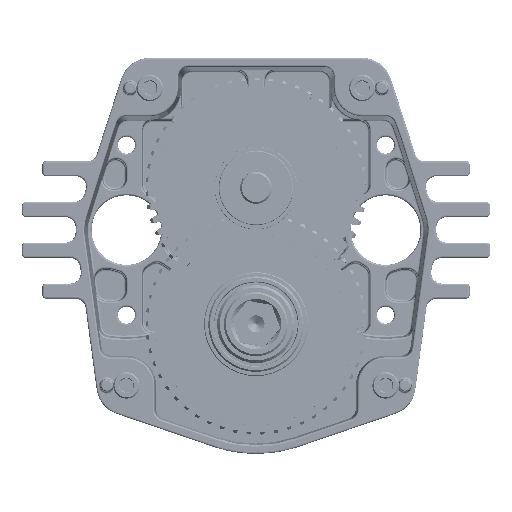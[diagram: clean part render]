
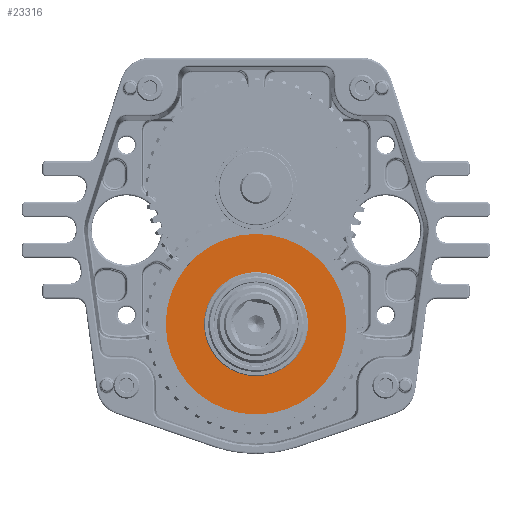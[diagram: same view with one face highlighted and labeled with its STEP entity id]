
A CAD part, top view. The second image highlights one B-rep face of the part: STEP entity #23316.
In plain terms, the highlighted face is planar.
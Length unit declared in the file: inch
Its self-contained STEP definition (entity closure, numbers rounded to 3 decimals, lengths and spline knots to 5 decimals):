
#181 = CIRCLE ( 'NONE', #56202, 0.375 ) ;
#5724 = PLANE ( 'NONE',  #76759 ) ;
#6713 = FACE_OUTER_BOUND ( 'NONE', #63027, .T. ) ;
#9407 = CARTESIAN_POINT ( 'NONE',  ( 0.1375, 0., 0. ) ) ;
#13749 = CARTESIAN_POINT ( 'NONE',  ( 0.1375, 0., 0. ) ) ;
#14244 = ORIENTED_EDGE ( 'NONE', *, *, #66217, .T. ) ;
#14739 = CIRCLE ( 'NONE', #40399, 1.0625 ) ;
#15952 = DIRECTION ( 'NONE',  ( 1., 0., 0. ) ) ;
#18397 = DIRECTION ( 'NONE',  ( 1., 0., 0. ) ) ;
#20561 = VERTEX_POINT ( 'NONE', #27510 ) ;
#22216 = CARTESIAN_POINT ( 'NONE',  ( 0.1375, 0., 0.375 ) ) ;
#22828 = ORIENTED_EDGE ( 'NONE', *, *, #27513, .F. ) ;
#23316 = ADVANCED_FACE ( 'NONE', ( #6713, #66964 ), #5724, .F. ) ;
#24491 = DIRECTION ( 'NONE',  ( 0., 0., -1. ) ) ;
#25686 = DIRECTION ( 'NONE',  ( 1., 0., 0. ) ) ;
#27510 = CARTESIAN_POINT ( 'NONE',  ( 0.1375, 0., 1.0625 ) ) ;
#27513 = EDGE_CURVE ( 'NONE', #49075, #20561, #14739, .T. ) ;
#33014 = CIRCLE ( 'NONE', #74736, 0.375 ) ;
#38991 = CIRCLE ( 'NONE', #61494, 1.0625 ) ;
#40399 = AXIS2_PLACEMENT_3D ( 'NONE', #9407, #15952, #24491 ) ;
#45089 = DIRECTION ( 'NONE',  ( 1., 0., 0. ) ) ;
#49075 = VERTEX_POINT ( 'NONE', #96882 ) ;
#52085 = CARTESIAN_POINT ( 'NONE',  ( 0.1375, 0., -0.375 ) ) ;
#52373 = DIRECTION ( 'NONE',  ( 1., 0., 0. ) ) ;
#56202 = AXIS2_PLACEMENT_3D ( 'NONE', #87375, #25686, #80374 ) ;
#60544 = EDGE_CURVE ( 'NONE', #62810, #79153, #181, .T. ) ;
#61494 = AXIS2_PLACEMENT_3D ( 'NONE', #98209, #45089, #67660 ) ;
#62810 = VERTEX_POINT ( 'NONE', #52085 ) ;
#63027 = EDGE_LOOP ( 'NONE', ( #78154, #22828 ) ) ;
#66217 = EDGE_CURVE ( 'NONE', #79153, #62810, #33014, .T. ) ;
#66964 = FACE_BOUND ( 'NONE', #86453, .T. ) ;
#67660 = DIRECTION ( 'NONE',  ( 0., 0., -1. ) ) ;
#67946 = DIRECTION ( 'NONE',  ( 0., 0., -1. ) ) ;
#74736 = AXIS2_PLACEMENT_3D ( 'NONE', #93196, #18397, #94183 ) ;
#76759 = AXIS2_PLACEMENT_3D ( 'NONE', #13749, #52373, #67946 ) ;
#78154 = ORIENTED_EDGE ( 'NONE', *, *, #93045, .F. ) ;
#79153 = VERTEX_POINT ( 'NONE', #22216 ) ;
#80374 = DIRECTION ( 'NONE',  ( 0., 0., -1. ) ) ;
#82611 = ORIENTED_EDGE ( 'NONE', *, *, #60544, .T. ) ;
#86453 = EDGE_LOOP ( 'NONE', ( #82611, #14244 ) ) ;
#87375 = CARTESIAN_POINT ( 'NONE',  ( 0.1375, 0., 0. ) ) ;
#93045 = EDGE_CURVE ( 'NONE', #20561, #49075, #38991, .T. ) ;
#93196 = CARTESIAN_POINT ( 'NONE',  ( 0.1375, 0., 0. ) ) ;
#94183 = DIRECTION ( 'NONE',  ( 0., 0., -1. ) ) ;
#96882 = CARTESIAN_POINT ( 'NONE',  ( 0.1375, 0., -1.0625 ) ) ;
#98209 = CARTESIAN_POINT ( 'NONE',  ( 0.1375, 0., 0. ) ) ;
